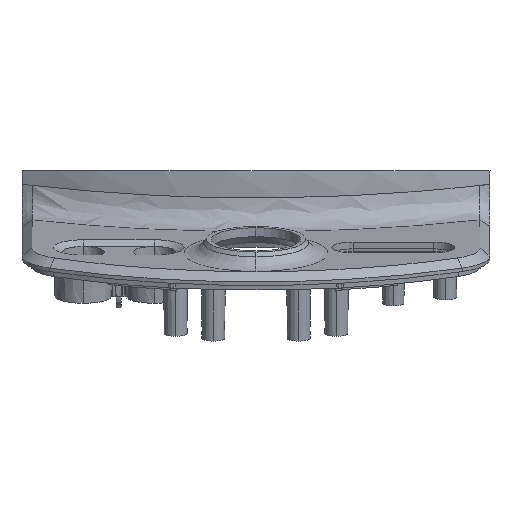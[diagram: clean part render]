
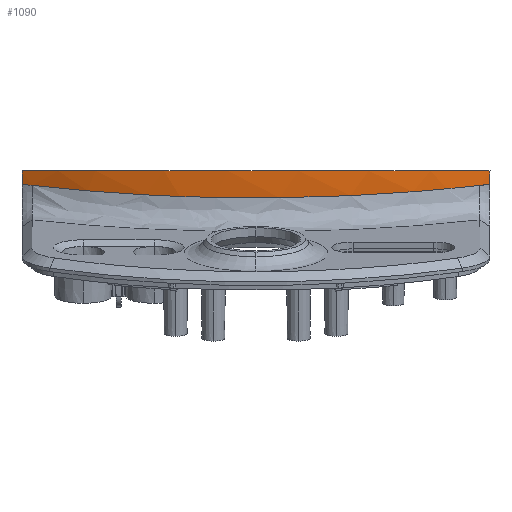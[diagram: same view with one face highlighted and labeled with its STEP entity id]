
A CAD part, top view. The second image highlights one B-rep face of the part: STEP entity #1090.
In plain terms, the highlighted conical face has half-angle 6 degrees and reference radius 115 mm.
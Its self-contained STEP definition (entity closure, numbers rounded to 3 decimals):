
#55 = CARTESIAN_POINT ( 'NONE',  ( 39.899, 30.257, 103.393 ) ) ;
#179 = CARTESIAN_POINT ( 'NONE',  ( 24.381, 28.912, 108.354 ) ) ;
#217 = ORIENTED_EDGE ( 'NONE', *, *, #7435, .F. ) ;
#256 = CARTESIAN_POINT ( 'NONE',  ( -47.3, 31.089, 100.141 ) ) ;
#445 = VERTEX_POINT ( 'NONE', #9079 ) ;
#929 = CARTESIAN_POINT ( 'NONE',  ( 45.555, 34.15, 101.397 ) ) ;
#1011 = CARTESIAN_POINT ( 'NONE',  ( 23.185, 34.15, 108.537 ) ) ;
#1090 = ADVANCED_FACE ( 'NONE', ( #9394 ), #9993, .T. ) ;
#1126 = CARTESIAN_POINT ( 'NONE',  ( -49.192, 31.31, 99.276 ) ) ;
#1207 = B_SPLINE_CURVE_WITH_KNOTS ( 'NONE', 3,
 ( #8740, #9697, #10422, #4916, #2119, #4794, #5749 ),
 .UNSPECIFIED., .F., .F.,
 ( 4, 1, 1, 1, 4 ),
 ( 0., 0.25, 0.5, 0.75, 1. ),
 .UNSPECIFIED. ) ;
#1749 = CARTESIAN_POINT ( 'NONE',  ( 49.43, 32.272, 99.317 ) ) ;
#1836 = CARTESIAN_POINT ( 'NONE',  ( 4.18, 34.15, 110.936 ) ) ;
#1912 = CARTESIAN_POINT ( 'NONE',  ( 39.593, 34.151, 103.809 ) ) ;
#1977 = DIRECTION ( 'NONE',  ( 0., 0.259, -0.966 ) ) ;
#2119 = CARTESIAN_POINT ( 'NONE',  ( 47.818, 31.149, 99.909 ) ) ;
#2224 = CARTESIAN_POINT ( 'NONE',  ( 47.3, 31.089, 100.141 ) ) ;
#2311 = EDGE_CURVE ( 'NONE', #5262, #2778, #1207, .T. ) ;
#2733 = CARTESIAN_POINT ( 'NONE',  ( 14.748, 34.151, 109.988 ) ) ;
#2767 = CARTESIAN_POINT ( 'NONE',  ( 49.447, 34.15, 99.585 ) ) ;
#2778 = VERTEX_POINT ( 'NONE', #2224 ) ;
#2812 = CARTESIAN_POINT ( 'NONE',  ( 8.409, 34.151, 110.701 ) ) ;
#2885 = CARTESIAN_POINT ( 'NONE',  ( -21.232, 34.15, 108.943 ) ) ;
#3038 = CARTESIAN_POINT ( 'NONE',  ( -48.334, 31.209, 99.674 ) ) ;
#3315 = VERTEX_POINT ( 'NONE', #256 ) ;
#3532 = CARTESIAN_POINT ( 'NONE',  ( 49.393, 31.331, 99.191 ) ) ;
#3657 = CARTESIAN_POINT ( 'NONE',  ( -45.582, 34.153, 101.451 ) ) ;
#3694 = CARTESIAN_POINT ( 'NONE',  ( -33.628, 34.15, 105.906 ) ) ;
#3774 = CARTESIAN_POINT ( 'NONE',  ( 49.447, 34.15, 99.585 ) ) ;
#3813 = CARTESIAN_POINT ( 'NONE',  ( -29.549, 34.15, 107.09 ) ) ;
#3835 = CARTESIAN_POINT ( 'NONE',  ( -24.381, 28.912, 108.354 ) ) ;
#4046 = ORIENTED_EDGE ( 'NONE', *, *, #6353, .T. ) ;
#4253 = CARTESIAN_POINT ( 'NONE',  ( -49.439, 33.211, 99.451 ) ) ;
#4336 = CARTESIAN_POINT ( 'NONE',  ( -49.43, 32.272, 99.317 ) ) ;
#4690 = VERTEX_POINT ( 'NONE', #11488 ) ;
#4702 = CARTESIAN_POINT ( 'NONE',  ( -47.3, 31.089, 100.141 ) ) ;
#4794 = CARTESIAN_POINT ( 'NONE',  ( 47.473, 31.109, 100.064 ) ) ;
#4864 = ORIENTED_EDGE ( 'NONE', *, *, #9366, .T. ) ;
#4916 = CARTESIAN_POINT ( 'NONE',  ( 48.334, 31.209, 99.674 ) ) ;
#5111 = CARTESIAN_POINT ( 'NONE',  ( -49.447, 34.15, 99.582 ) ) ;
#5126 = CARTESIAN_POINT ( 'NONE',  ( -49.447, 34.15, 99.582 ) ) ;
#5262 = VERTEX_POINT ( 'NONE', #3532 ) ;
#5538 = CARTESIAN_POINT ( 'NONE',  ( 20.026, 34.15, 109.151 ) ) ;
#5584 = CARTESIAN_POINT ( 'NONE',  ( -14.883, 34.151, 109.955 ) ) ;
#5682 = CARTESIAN_POINT ( 'NONE',  ( 47.3, 31.089, 100.141 ) ) ;
#5749 = CARTESIAN_POINT ( 'NONE',  ( 47.3, 31.089, 100.141 ) ) ;
#6065 = CARTESIAN_POINT ( 'NONE',  ( -49.393, 31.331, 99.191 ) ) ;
#6182 = EDGE_CURVE ( 'NONE', #445, #11169, #11092, .T. ) ;
#6353 = EDGE_CURVE ( 'NONE', #5262, #4690, #8136, .T. ) ;
#6551 = B_SPLINE_CURVE_WITH_KNOTS ( 'NONE', 3,
 ( #5682, #55, #179, #7575, #3835, #10440, #4702 ),
 .UNSPECIFIED., .F., .F.,
 ( 4, 1, 1, 1, 4 ),
 ( 0., 0.25, 0.5, 0.75, 1. ),
 .UNSPECIFIED. ) ;
#6573 = ORIENTED_EDGE ( 'NONE', *, *, #2311, .F. ) ;
#6574 = CARTESIAN_POINT ( 'NONE',  ( 21.083, 34.15, 108.956 ) ) ;
#6614 = CARTESIAN_POINT ( 'NONE',  ( 29.444, 34.15, 107.119 ) ) ;
#6681 = CARTESIAN_POINT ( 'NONE',  ( -48.849, 31.269, 99.436 ) ) ;
#6726 = CARTESIAN_POINT ( 'NONE',  ( -47.473, 31.109, 100.064 ) ) ;
#6964 = AXIS2_PLACEMENT_3D ( 'NONE', #7538, #9339, #1977 ) ;
#7151 = EDGE_CURVE ( 'NONE', #3315, #445, #11869, .T. ) ;
#7435 = EDGE_CURVE ( 'NONE', #2778, #3315, #6551, .T. ) ;
#7437 = CARTESIAN_POINT ( 'NONE',  ( 24.232, 34.15, 108.313 ) ) ;
#7472 = CARTESIAN_POINT ( 'NONE',  ( 41.592, 34.15, 103.043 ) ) ;
#7475 = CARTESIAN_POINT ( 'NONE',  ( 49.393, 31.331, 99.191 ) ) ;
#7538 = CARTESIAN_POINT ( 'NONE',  ( 0., 52.464, -1.961 ) ) ;
#7548 = CARTESIAN_POINT ( 'NONE',  ( -8.522, 34.15, 110.693 ) ) ;
#7575 = CARTESIAN_POINT ( 'NONE',  ( 0., 28.2, 110.867 ) ) ;
#7667 = CARTESIAN_POINT ( 'NONE',  ( -47.818, 31.149, 99.909 ) ) ;
#8136 = B_SPLINE_CURVE_WITH_KNOTS ( 'NONE', 3,
 ( #7475, #1749, #8463, #3774 ),
 .UNSPECIFIED., .F., .F.,
 ( 4, 4 ),
 ( 0.07, 0.073 ),
 .UNSPECIFIED. ) ;
#8383 = CARTESIAN_POINT ( 'NONE',  ( -18.065, 34.151, 109.487 ) ) ;
#8419 = CARTESIAN_POINT ( 'NONE',  ( 16.86, 34.15, 109.69 ) ) ;
#8463 = CARTESIAN_POINT ( 'NONE',  ( 49.439, 33.211, 99.451 ) ) ;
#8497 = CARTESIAN_POINT ( 'NONE',  ( -13.822, 34.151, 110.091 ) ) ;
#8740 = CARTESIAN_POINT ( 'NONE',  ( 49.393, 31.331, 99.191 ) ) ;
#9079 = CARTESIAN_POINT ( 'NONE',  ( -49.393, 31.331, 99.191 ) ) ;
#9268 = CARTESIAN_POINT ( 'NONE',  ( -4.286, 34.15, 110.932 ) ) ;
#9339 = DIRECTION ( 'NONE',  ( 0., -0.966, -0.259 ) ) ;
#9366 = EDGE_CURVE ( 'NONE', #4690, #11169, #10823, .T. ) ;
#9394 = FACE_OUTER_BOUND ( 'NONE', #11585, .T. ) ;
#9432 = CARTESIAN_POINT ( 'NONE',  ( -23.324, 34.15, 108.523 ) ) ;
#9453 = ORIENTED_EDGE ( 'NONE', *, *, #7151, .F. ) ;
#9602 = CARTESIAN_POINT ( 'NONE',  ( -49.393, 31.331, 99.191 ) ) ;
#9697 = CARTESIAN_POINT ( 'NONE',  ( 49.192, 31.31, 99.276 ) ) ;
#9993 = CONICAL_SURFACE ( 'NONE', #6964, 115., 0.105 ) ;
#10289 = ORIENTED_EDGE ( 'NONE', *, *, #6182, .F. ) ;
#10327 = CARTESIAN_POINT ( 'NONE',  ( -17.004, 34.151, 109.653 ) ) ;
#10376 = CARTESIAN_POINT ( 'NONE',  ( -41.644, 34.15, 103.086 ) ) ;
#10422 = CARTESIAN_POINT ( 'NONE',  ( 48.849, 31.269, 99.436 ) ) ;
#10440 = CARTESIAN_POINT ( 'NONE',  ( -39.899, 30.257, 103.393 ) ) ;
#10823 = B_SPLINE_CURVE_WITH_KNOTS ( 'NONE', 3,
 ( #2767, #12156, #929, #7472, #1912, #11108, #6614, #7437, #1011, #6574, #5538, #8419, #2733, #2812, #1836, #9268, #7548, #8497, #5584, #10327, #8383, #2885, #9432, #3813, #3694, #10376, #3657, #12119 ),
 .UNSPECIFIED., .F., .F.,
 ( 4, 2, 2, 2, 2, 2, 2, 2, 2, 2, 2, 2, 2, 4 ),
 ( 0., 0.006, 0.013, 0.026, 0.029, 0.032, 0.039, 0.051, 0.064, 0.068, 0.071, 0.077, 0.09, 0.103 ),
 .UNSPECIFIED. ) ;
#11092 = B_SPLINE_CURVE_WITH_KNOTS ( 'NONE', 3,
 ( #6065, #4336, #4253, #5126 ),
 .UNSPECIFIED., .F., .F.,
 ( 4, 4 ),
 ( 0.06, 0.063 ),
 .UNSPECIFIED. ) ;
#11108 = CARTESIAN_POINT ( 'NONE',  ( 33.545, 34.151, 105.932 ) ) ;
#11169 = VERTEX_POINT ( 'NONE', #5111 ) ;
#11377 = CARTESIAN_POINT ( 'NONE',  ( -47.3, 31.089, 100.141 ) ) ;
#11488 = CARTESIAN_POINT ( 'NONE',  ( 49.447, 34.15, 99.585 ) ) ;
#11585 = EDGE_LOOP ( 'NONE', ( #6573, #4046, #4864, #10289, #9453, #217 ) ) ;
#11869 = B_SPLINE_CURVE_WITH_KNOTS ( 'NONE', 3,
 ( #11377, #6726, #7667, #3038, #6681, #1126, #9602 ),
 .UNSPECIFIED., .F., .F.,
 ( 4, 1, 1, 1, 4 ),
 ( 0., 0.25, 0.5, 0.75, 1. ),
 .UNSPECIFIED. ) ;
#12119 = CARTESIAN_POINT ( 'NONE',  ( -49.447, 34.15, 99.582 ) ) ;
#12156 = CARTESIAN_POINT ( 'NONE',  ( 47.514, 34.15, 100.518 ) ) ;
